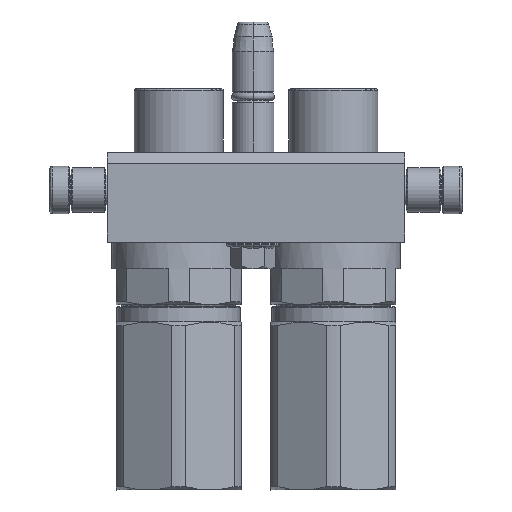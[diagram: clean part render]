
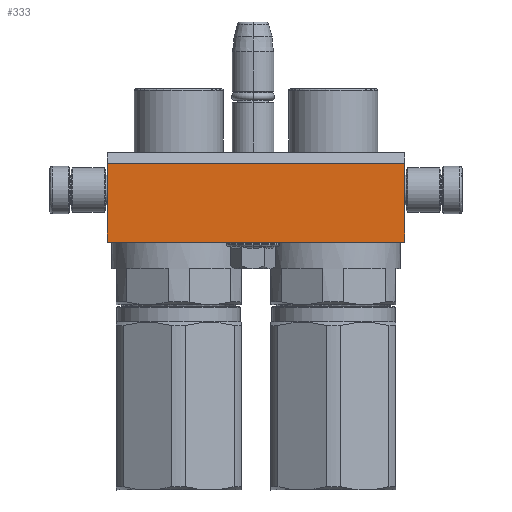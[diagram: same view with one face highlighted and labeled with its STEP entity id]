
A CAD part, left-side view. The second image highlights one B-rep face of the part: STEP entity #333.
In plain terms, the highlighted face is planar.
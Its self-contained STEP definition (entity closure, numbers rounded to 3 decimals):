
#333 = ADVANCED_FACE ( 'NONE', ( #6195 ), #21167, .T. ) ;
#450 = VECTOR ( 'NONE', #23563, 1000. ) ;
#1715 = VERTEX_POINT ( 'NONE', #15111 ) ;
#2402 = DIRECTION ( 'NONE',  ( 0., 1., 0. ) ) ;
#3212 = VERTEX_POINT ( 'NONE', #29699 ) ;
#4035 = CARTESIAN_POINT ( 'NONE',  ( 50., -15., 56. ) ) ;
#4229 = VECTOR ( 'NONE', #2402, 1000. ) ;
#4771 = DIRECTION ( 'NONE',  ( 0., 0., 1. ) ) ;
#5255 = VERTEX_POINT ( 'NONE', #16793 ) ;
#6195 = FACE_OUTER_BOUND ( 'NONE', #14467, .T. ) ;
#9776 = VERTEX_POINT ( 'NONE', #19571 ) ;
#10076 = VECTOR ( 'NONE', #16523, 1000. ) ;
#14467 = EDGE_LOOP ( 'NONE', ( #14828, #34154, #26301, #14979 ) ) ;
#14828 = ORIENTED_EDGE ( 'NONE', *, *, #38020, .F. ) ;
#14979 = ORIENTED_EDGE ( 'NONE', *, *, #26955, .F. ) ;
#15111 = CARTESIAN_POINT ( 'NONE',  ( -50., -15., 56. ) ) ;
#16523 = DIRECTION ( 'NONE',  ( 1., 0., 0. ) ) ;
#16793 = CARTESIAN_POINT ( 'NONE',  ( 50., -15., 56. ) ) ;
#17882 = EDGE_CURVE ( 'NONE', #5255, #9776, #39846, .T. ) ;
#17982 = CARTESIAN_POINT ( 'NONE',  ( -50., -15., 56. ) ) ;
#19571 = CARTESIAN_POINT ( 'NONE',  ( 50., 11.536, 56. ) ) ;
#19827 = CARTESIAN_POINT ( 'NONE',  ( -50., 11.536, 56. ) ) ;
#20496 = CARTESIAN_POINT ( 'NONE',  ( -50., -15., 56. ) ) ;
#20724 = VECTOR ( 'NONE', #26116, 1000. ) ;
#20831 = LINE ( 'NONE', #19827, #10076 ) ;
#21167 = PLANE ( 'NONE',  #32480 ) ;
#23563 = DIRECTION ( 'NONE',  ( 1., 0., 0. ) ) ;
#25710 = EDGE_CURVE ( 'NONE', #1715, #5255, #33740, .T. ) ;
#26116 = DIRECTION ( 'NONE',  ( 0., 1., 0. ) ) ;
#26301 = ORIENTED_EDGE ( 'NONE', *, *, #17882, .T. ) ;
#26593 = CARTESIAN_POINT ( 'NONE',  ( -50., -15., 56. ) ) ;
#26955 = EDGE_CURVE ( 'NONE', #3212, #9776, #20831, .T. ) ;
#29699 = CARTESIAN_POINT ( 'NONE',  ( -50., 11.536, 56. ) ) ;
#29723 = DIRECTION ( 'NONE',  ( 1., 0., 0. ) ) ;
#32480 = AXIS2_PLACEMENT_3D ( 'NONE', #20496, #4771, #29723 ) ;
#33740 = LINE ( 'NONE', #26593, #450 ) ;
#34154 = ORIENTED_EDGE ( 'NONE', *, *, #25710, .T. ) ;
#36996 = LINE ( 'NONE', #17982, #4229 ) ;
#38020 = EDGE_CURVE ( 'NONE', #1715, #3212, #36996, .T. ) ;
#39846 = LINE ( 'NONE', #4035, #20724 ) ;
